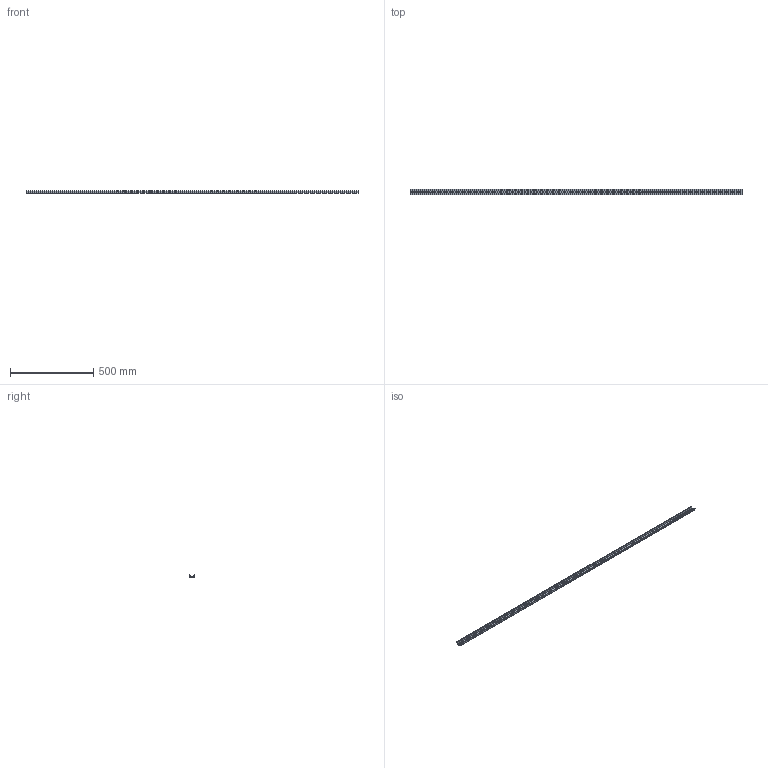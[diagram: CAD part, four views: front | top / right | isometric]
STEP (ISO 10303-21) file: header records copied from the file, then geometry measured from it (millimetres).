
FILE_DESCRIPTION(('CATIA V5 STEP Exchange','CAx-IF Rec.Pracs.--- Model Styling and Organization---1.4--- 2014-01-23'),'2;1');
FILE_NAME ('D1464017_1_7907490000_7907490000.stp','2023-02-07T12:17:31+00:00',('none'),('Weidmueller'),'CATIA Version 5-6 Release 2016 SP3 HF44','CATIA V5 STEP AP214','none');
FILE_SCHEMA(('AUTOMOTIVE_DESIGN { 1 0 10303 214 1 1 1 1 }'));
Length unit declared in the file: millimetre
Products named in the file (1): 7907490000
Bounding box: 2000 x 35 x 15 mm (x, y, z)
Volume: 164842 mm3; surface area: 232568.9 mm2
Topology: 1 solids, 1 shells, 359 faces, 1071 edges, 714 vertices
Faces by surface type: cylinder 230, plane 129
Entity records: 12073 total; most frequent: CARTESIAN_POINT 2180, ORIENTED_EDGE 2142, DIRECTION 1784, EDGE_CURVE 1071, AXIS2_PLACEMENT_3D 815, VERTEX_POINT 714, VECTOR 609, LINE 609
